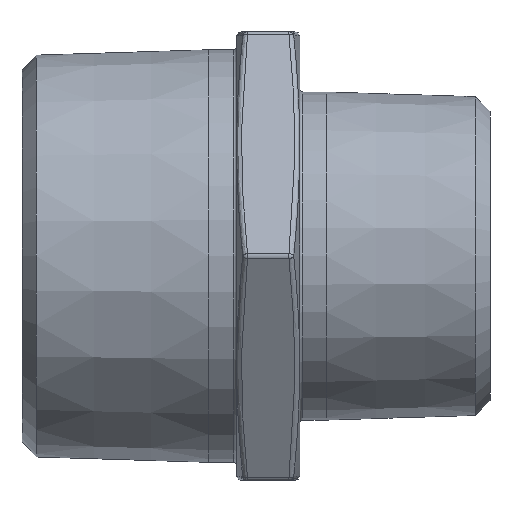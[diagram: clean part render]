
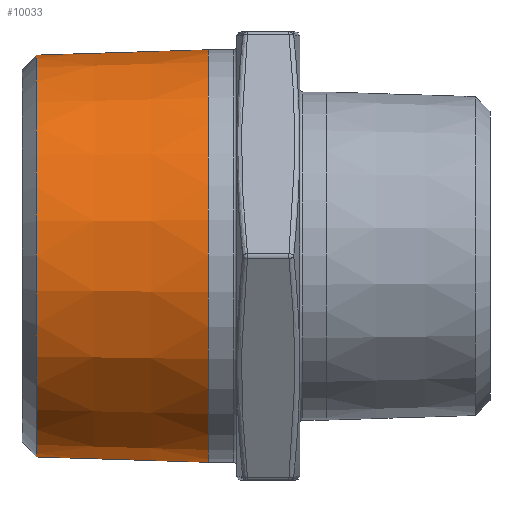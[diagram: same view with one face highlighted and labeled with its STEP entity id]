
A CAD part, front view. The second image highlights one B-rep face of the part: STEP entity #10033.
In plain terms, the highlighted conical face has half-angle 1.79 degrees and reference radius 20.955 mm.
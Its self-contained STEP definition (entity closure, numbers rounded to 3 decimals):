
#603 = VERTEX_POINT ( 'NONE', #4451 ) ;
#1551 = EDGE_LOOP ( 'NONE', ( #10508 ) ) ;
#1568 = EDGE_LOOP ( 'NONE', ( #9652 ) ) ;
#2558 = CARTESIAN_POINT ( 'NONE',  ( 19.1, 0., 21.155 ) ) ;
#2734 = FACE_BOUND ( 'NONE', #1551, .T. ) ;
#3784 = CARTESIAN_POINT ( 'NONE',  ( 19.1, 0., 0. ) ) ;
#4451 = CARTESIAN_POINT ( 'NONE',  ( 1.478, 0., 20.604 ) ) ;
#4503 = FACE_OUTER_BOUND ( 'NONE', #1568, .T. ) ;
#5012 = DIRECTION ( 'NONE',  ( 1., 0., 0. ) ) ;
#5253 = AXIS2_PLACEMENT_3D ( 'NONE', #11188, #6456, #6529 ) ;
#5564 = DIRECTION ( 'NONE',  ( -1., 0., 0. ) ) ;
#5711 = AXIS2_PLACEMENT_3D ( 'NONE', #11458, #5012, #9626 ) ;
#6061 = CONICAL_SURFACE ( 'NONE', #5253, 20.955, 0.031 ) ;
#6456 = DIRECTION ( 'NONE',  ( 1., 0., 0. ) ) ;
#6529 = DIRECTION ( 'NONE',  ( 0., 0., -1. ) ) ;
#6710 = CIRCLE ( 'NONE', #5711, 20.604 ) ;
#7303 = CIRCLE ( 'NONE', #12338, 21.155 ) ;
#9626 = DIRECTION ( 'NONE',  ( 0., 0., 1. ) ) ;
#9652 = ORIENTED_EDGE ( 'NONE', *, *, #12169, .T. ) ;
#10033 = ADVANCED_FACE ( 'NONE', ( #2734, #4503 ), #6061, .T. ) ;
#10508 = ORIENTED_EDGE ( 'NONE', *, *, #11647, .T. ) ;
#11188 = CARTESIAN_POINT ( 'NONE',  ( 12.7, 0., 0. ) ) ;
#11458 = CARTESIAN_POINT ( 'NONE',  ( 1.478, 0., 0. ) ) ;
#11647 = EDGE_CURVE ( 'NONE', #603, #603, #6710, .T. ) ;
#12169 = EDGE_CURVE ( 'NONE', #12392, #12392, #7303, .T. ) ;
#12235 = DIRECTION ( 'NONE',  ( 0., 0., 1. ) ) ;
#12338 = AXIS2_PLACEMENT_3D ( 'NONE', #3784, #5564, #12235 ) ;
#12392 = VERTEX_POINT ( 'NONE', #2558 ) ;
